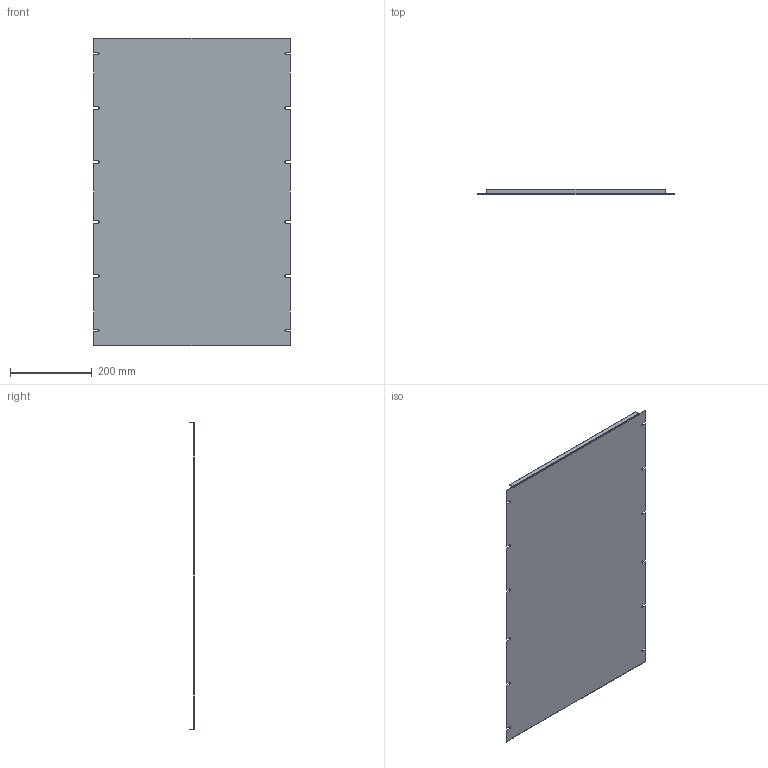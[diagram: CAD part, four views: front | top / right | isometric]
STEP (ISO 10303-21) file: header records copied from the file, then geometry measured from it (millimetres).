
FILE_DESCRIPTION (( 'STEP AP203' ), '1' );
FILE_NAME ('PBFS19029.step', '2020-11-11T15:56:28', ( 'ADC123' ), ( 'Microsoft' ), 'SwSTEP 2.0', 'SolidWorks 2019', '' );
FILE_SCHEMA (( 'CONFIG_CONTROL_DESIGN' ));
Length unit declared in the file: inch
Products named in the file (1): PBFS19029
Bounding box: 482.6 x 12.7 x 754.84 mm (x, y, z)
Volume: 539478.6 mm3; surface area: 749330.4 mm2
Topology: 1 solids, 1 shells, 78 faces, 220 edges, 144 vertices
Faces by surface type: plane 62, cylinder 16
Entity records: 2571 total; most frequent: CARTESIAN_POINT 443, ORIENTED_EDGE 440, DIRECTION 410, EDGE_CURVE 220, VECTOR 188, LINE 188, VERTEX_POINT 144, AXIS2_PLACEMENT_3D 111
